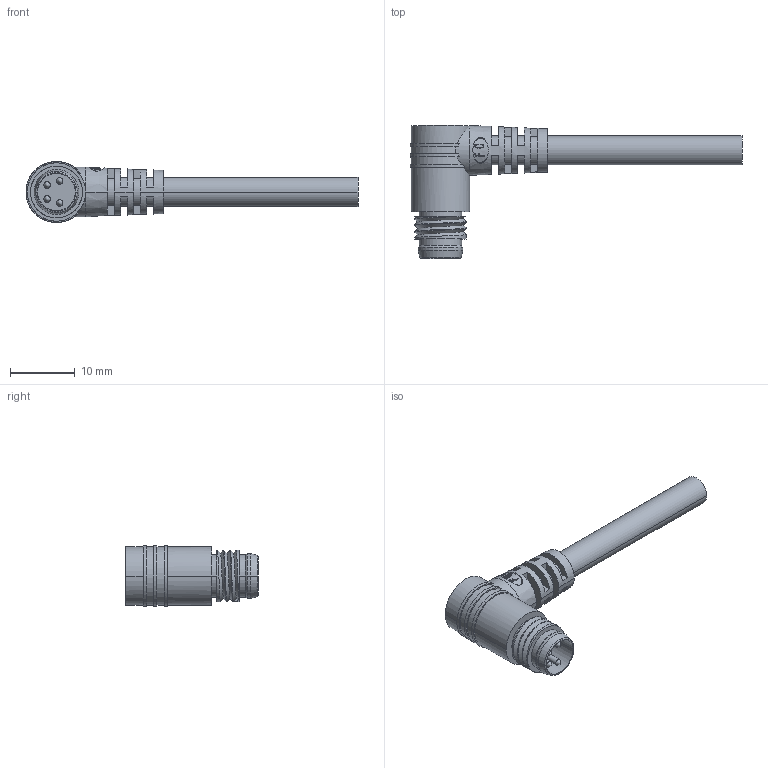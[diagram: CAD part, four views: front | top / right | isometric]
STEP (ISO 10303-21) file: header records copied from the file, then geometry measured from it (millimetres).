
FILE_DESCRIPTION (( 'STEP AP203' ), '1' );
FILE_NAME ('P35.STEP', '2020-03-30T07:36:46', ( 'edpusr' ), ( 'Microsoft' ), 'SwSTEP 2.0', 'SolidWorks 2015', '' );
FILE_SCHEMA (( 'CONFIG_CONTROL_DESIGN' ));
Length unit declared in the file: millimetre
Products named in the file (1): P35
Bounding box: 51.2 x 20.5 x 9.4 mm (x, y, z)
Volume: 1908 mm3; surface area: 1746.4 mm2
Topology: 1 solids, 1 shells, 159 faces, 408 edges, 267 vertices
Faces by surface type: bspline 55, plane 48, cylinder 47, cone 9
Entity records: 9920 total; most frequent: CARTESIAN_POINT 6358, ORIENTED_EDGE 816, DIRECTION 571, EDGE_CURVE 408, VERTEX_POINT 267, AXIS2_PLACEMENT_3D 208, EDGE_LOOP 175, ADVANCED_FACE 159
